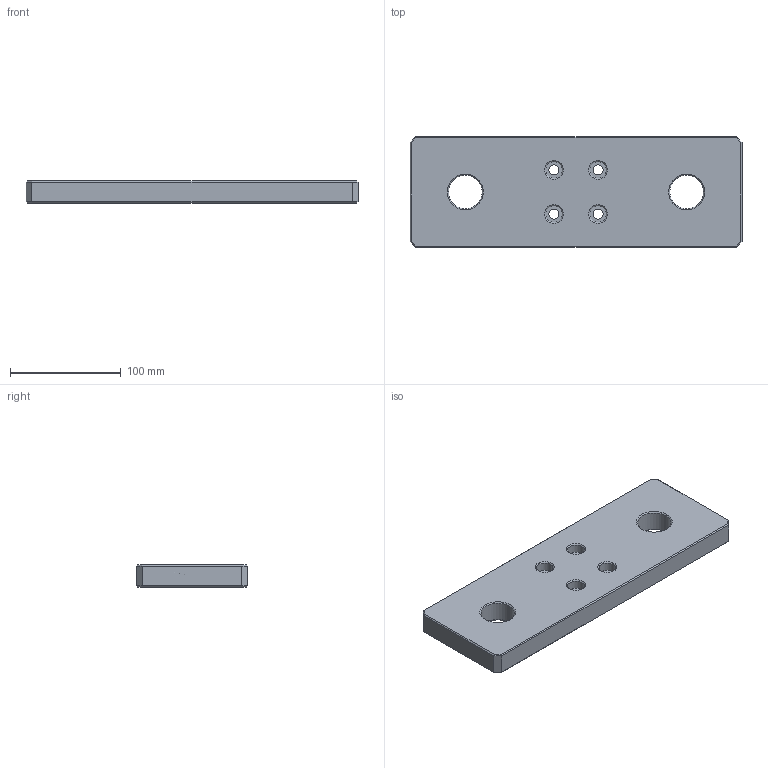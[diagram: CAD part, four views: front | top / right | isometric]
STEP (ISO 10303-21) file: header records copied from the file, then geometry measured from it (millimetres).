
FILE_DESCRIPTION(/* description */ (''),/* implementation_level */ '2;1');
FILE_NAME(/* name */ '10415_KriTec_Portalplatte_Aluminium_300x100x20_fuer_Profil_8_80x80.stp',/* time_stamp */ '2015-02-12T12:02:59+01:00',/* author */ ('kostic'),/* organization */ (''),/* preprocessor_version */ 'ST-DEVELOPER v15.2',/* originating_system */ 'Autodesk Inventor 2014',/* authorisation */ '');
FILE_SCHEMA (('CONFIG_CONTROL_DESIGN'));
Length unit declared in the file: millimetre
Products named in the file (1): 10415_KriTec_Portalplatte_Aluminium_300x100x20_fuer_Profil_8_80x80
Bounding box: 300 x 100 x 20 mm (x, y, z)
Volume: 559711.3 mm3; surface area: 77704.8 mm2
Topology: 1 solids, 1 shells, 52 faces, 112 edges, 66 vertices
Faces by surface type: plane 30, cone 12, cylinder 10
Full cylindrical faces by diameter (mm): 9 x4, 15 x4, 30.376 x2
Entity records: 1297 total; most frequent: DIRECTION 226, CARTESIAN_POINT 205, ORIENTED_EDGE 176, EDGE_LOOP 90, EDGE_CURVE 88, AXIS2_PLACEMENT_3D 85, VERTEX_POINT 64, LINE 56
